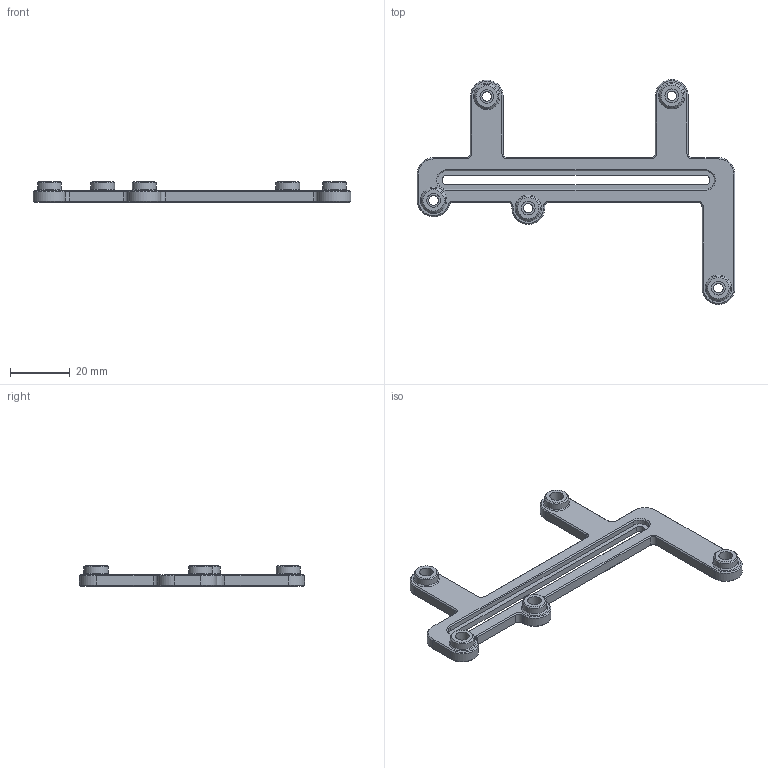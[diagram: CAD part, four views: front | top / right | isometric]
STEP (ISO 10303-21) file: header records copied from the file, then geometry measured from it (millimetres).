
FILE_DESCRIPTION(('FreeCAD Model'),'2;1');
FILE_NAME('Open CASCADE Shape Model','2025-11-10T20:21:22',(''),(''), 'Open CASCADE STEP processor 7.8','FreeCAD','Unknown');
FILE_SCHEMA(('AUTOMOTIVE_DESIGN { 1 0 10303 214 1 1 1 1 }'));
Length unit declared in the file: millimetre
Products named in the file (1): Body
Bounding box: 106.68 x 75.64 x 7 mm (x, y, z)
Volume: 8952.8 mm3; surface area: 7495.8 mm2
Topology: 1 solids, 1 shells, 137 faces, 300 edges, 176 vertices
Faces by surface type: plane 61, cone 42, cylinder 34
Full cylindrical faces by diameter (mm): 3.2 x5, 4.6 x5, 8 x5
Entity records: 3729 total; most frequent: DIRECTION 681, CARTESIAN_POINT 619, ORIENTED_EDGE 600, EDGE_CURVE 300, AXIS2_PLACEMENT_3D 248, LINE 185, VECTOR 185, VERTEX_POINT 176
